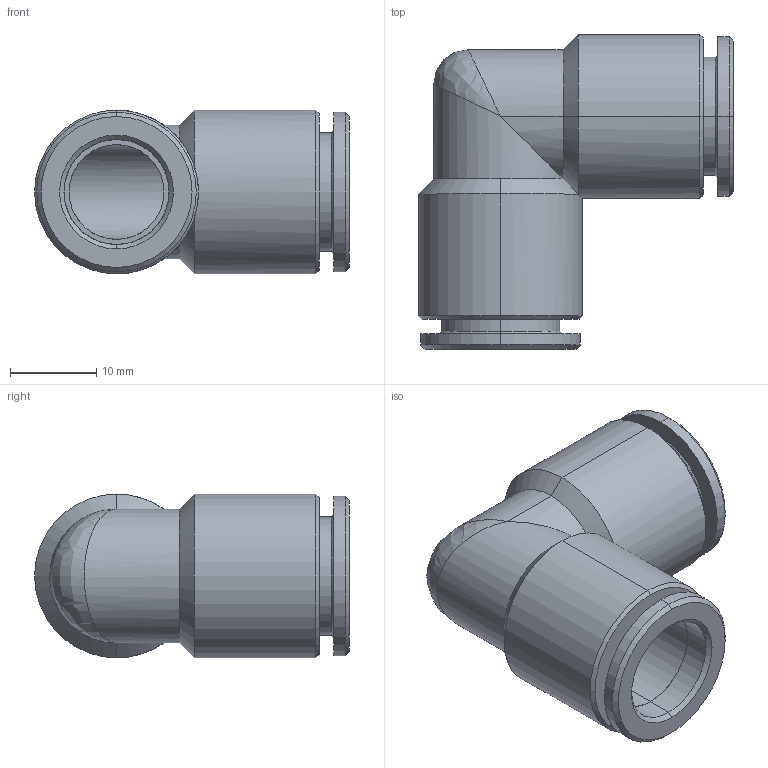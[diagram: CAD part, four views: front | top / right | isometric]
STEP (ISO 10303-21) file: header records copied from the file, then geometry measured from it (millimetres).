
FILE_DESCRIPTION (( 'STEP AP203' ), '1' );
FILE_NAME ('B0040060.STEP', '2011-03-21T10:59:03', ( '' ), ( 'sopra-pneumatic' ), 'SwSTEP 2.0', 'SolidWorks 2009', '' );
FILE_SCHEMA (( 'CONFIG_CONTROL_DESIGN' ));
Length unit declared in the file: millimetre
Products named in the file (1): B0040060
Bounding box: 36.5 x 36.5 x 19 mm (x, y, z)
Volume: 7202.1 mm3; surface area: 5783.9 mm2
Topology: 1 solids, 1 shells, 61 faces, 127 edges, 74 vertices
Faces by surface type: cylinder 28, cone 22, plane 10, bspline 1
Entity records: 2319 total; most frequent: CARTESIAN_POINT 930, DIRECTION 304, ORIENTED_EDGE 250, AXIS2_PLACEMENT_3D 129, EDGE_CURVE 125, VERTEX_POINT 74, EDGE_LOOP 71, CIRCLE 68
